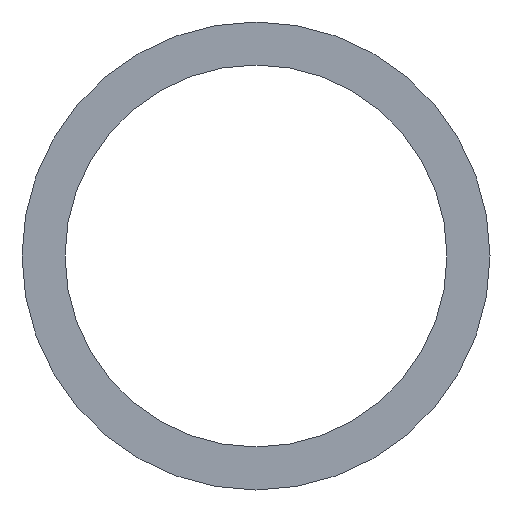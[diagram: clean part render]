
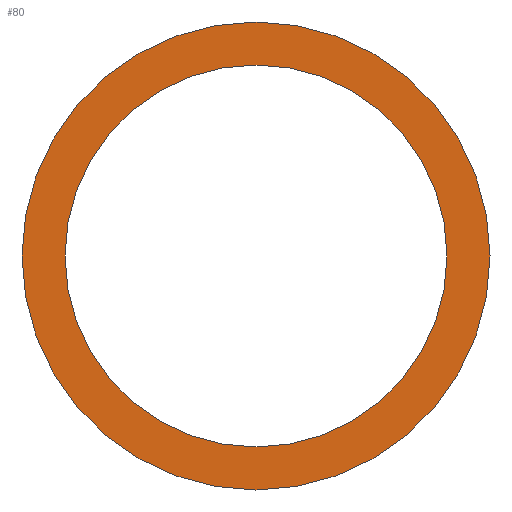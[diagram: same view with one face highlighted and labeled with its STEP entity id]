
A CAD part, front view. The second image highlights one B-rep face of the part: STEP entity #80.
In plain terms, the highlighted planar face has unit normal (0, -1, 0).
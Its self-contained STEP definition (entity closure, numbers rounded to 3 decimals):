
#29=FACE_BOUND('',#39,.T.);
#32=FACE_OUTER_BOUND('',#38,.T.);
#38=EDGE_LOOP('',(#66));
#39=EDGE_LOOP('',(#67));
#44=CIRCLE('',#102,27.75);
#45=CIRCLE('',#104,34.);
#49=VERTEX_POINT('',#146);
#50=VERTEX_POINT('',#150);
#55=EDGE_CURVE('',#49,#49,#44,.T.);
#56=EDGE_CURVE('',#50,#50,#45,.T.);
#66=ORIENTED_EDGE('',*,*,#56,.F.);
#67=ORIENTED_EDGE('',*,*,#55,.T.);
#77=PLANE('',#103);
#80=ADVANCED_FACE('',(#32,#29),#77,.T.);
#102=AXIS2_PLACEMENT_3D('',#148,#122,#123);
#103=AXIS2_PLACEMENT_3D('',#149,#124,#125);
#104=AXIS2_PLACEMENT_3D('',#151,#126,#127);
#122=DIRECTION('center_axis',(0.,1.,0.));
#123=DIRECTION('ref_axis',(1.,0.,0.));
#124=DIRECTION('center_axis',(0.,-1.,0.));
#125=DIRECTION('ref_axis',(0.,0.,-1.));
#126=DIRECTION('center_axis',(0.,1.,0.));
#127=DIRECTION('ref_axis',(1.,0.,0.));
#146=CARTESIAN_POINT('',(0.,-7.,-27.75));
#148=CARTESIAN_POINT('Origin',(0.,-7.,0.));
#149=CARTESIAN_POINT('Origin',(0.,-7.,34.));
#150=CARTESIAN_POINT('',(0.,-7.,-34.));
#151=CARTESIAN_POINT('Origin',(0.,-7.,0.));
